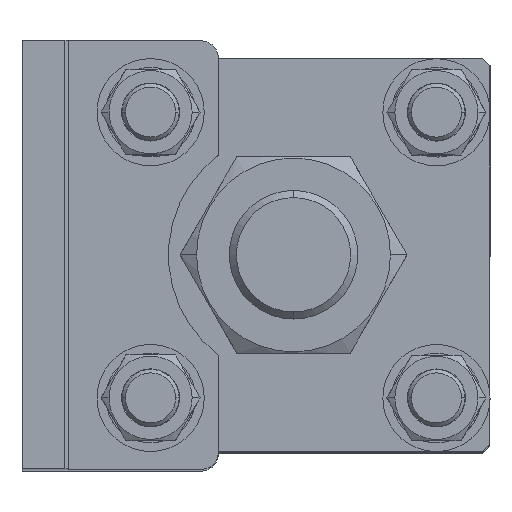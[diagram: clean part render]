
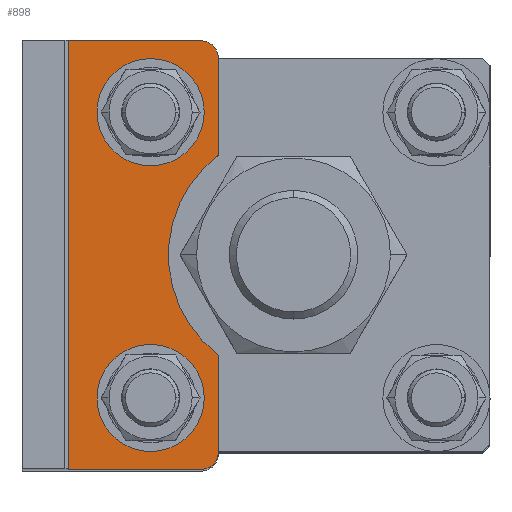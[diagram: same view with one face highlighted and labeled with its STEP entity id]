
A CAD part, top view. The second image highlights one B-rep face of the part: STEP entity #898.
In plain terms, the highlighted face is planar.
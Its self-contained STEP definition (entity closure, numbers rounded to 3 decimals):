
#283 = EDGE_LOOP ( 'NONE', ( #7235, #7237 ) ) ;
#296 = EDGE_LOOP ( 'NONE', ( #7230, #7228, #7229, #7227, #7231, #7239, #7251, #7238 ) ) ;
#297 = EDGE_LOOP ( 'NONE', ( #7245, #7243 ) ) ;
#377 = VERTEX_POINT ( 'NONE', #1232 ) ;
#382 = VERTEX_POINT ( 'NONE', #1227 ) ;
#383 = VERTEX_POINT ( 'NONE', #1226 ) ;
#385 = VERTEX_POINT ( 'NONE', #1224 ) ;
#387 = VERTEX_POINT ( 'NONE', #1222 ) ;
#388 = VERTEX_POINT ( 'NONE', #1221 ) ;
#391 = VERTEX_POINT ( 'NONE', #1218 ) ;
#397 = VERTEX_POINT ( 'NONE', #7791 ) ;
#400 = VERTEX_POINT ( 'NONE', #7788 ) ;
#401 = VERTEX_POINT ( 'NONE', #7787 ) ;
#404 = VERTEX_POINT ( 'NONE', #7784 ) ;
#405 = VERTEX_POINT ( 'NONE', #7783 ) ;
#898 = ADVANCED_FACE ( 'NONE', ( #7720, #7712, #7714 ), #4831, .T. ) ;
#1218 = CARTESIAN_POINT ( 'NONE',  ( -55., 55., -13. ) ) ;
#1221 = CARTESIAN_POINT ( 'NONE',  ( 60., 13., -13. ) ) ;
#1222 = CARTESIAN_POINT ( 'NONE',  ( 28., 55., -13. ) ) ;
#1224 = CARTESIAN_POINT ( 'NONE',  ( -60., 50., -13. ) ) ;
#1226 = CARTESIAN_POINT ( 'NONE',  ( 55., 55., -13. ) ) ;
#1227 = CARTESIAN_POINT ( 'NONE',  ( -60., 13., -13. ) ) ;
#1232 = CARTESIAN_POINT ( 'NONE',  ( 60., 50., -13. ) ) ;
#2126 = VECTOR ( 'NONE', #5738, 1000. ) ;
#2132 = LINE ( 'NONE', #5737, #2126 ) ;
#2170 = VECTOR ( 'NONE', #5612, 1000. ) ;
#2173 = LINE ( 'NONE', #5611, #2170 ) ;
#2183 = CIRCLE ( 'NONE', #3828, 8.5 ) ;
#2197 = VECTOR ( 'NONE', #5562, 1000. ) ;
#2199 = CIRCLE ( 'NONE', #3824, 8.5 ) ;
#2200 = LINE ( 'NONE', #5570, #2197 ) ;
#2201 = CIRCLE ( 'NONE', #3823, 8.5 ) ;
#2203 = CIRCLE ( 'NONE', #3821, 35. ) ;
#2205 = CIRCLE ( 'NONE', #3822, 8.5 ) ;
#3821 = AXIS2_PLACEMENT_3D ( 'NONE', #5564, #5565, #5566 ) ;
#3822 = AXIS2_PLACEMENT_3D ( 'NONE', #5567, #5568, #5569 ) ;
#3823 = AXIS2_PLACEMENT_3D ( 'NONE', #5571, #5572, #5573 ) ;
#3824 = AXIS2_PLACEMENT_3D ( 'NONE', #5578, #5579, #5580 ) ;
#3828 = AXIS2_PLACEMENT_3D ( 'NONE', #5608, #5609, #5610 ) ;
#3853 = AXIS2_PLACEMENT_3D ( 'NONE', #5810, #5811, #5812 ) ;
#3858 = AXIS2_PLACEMENT_3D ( 'NONE', #5849, #5850, #5851 ) ;
#4829 = DIRECTION ( 'NONE',  ( 0., 1., 0. ) ) ;
#4831 = PLANE ( 'NONE',  #8304 ) ;
#4832 = CARTESIAN_POINT ( 'NONE',  ( 60., 55., -13. ) ) ;
#4839 = DIRECTION ( 'NONE',  ( 0., 0., -1. ) ) ;
#5562 = DIRECTION ( 'NONE',  ( -1., 0., 0. ) ) ;
#5564 = CARTESIAN_POINT ( 'NONE',  ( 0., 76., -13. ) ) ;
#5565 = DIRECTION ( 'NONE',  ( 0., 0., -1. ) ) ;
#5566 = DIRECTION ( 'NONE',  ( 0., 1., 0. ) ) ;
#5567 = CARTESIAN_POINT ( 'NONE',  ( -40., 36., -13. ) ) ;
#5568 = DIRECTION ( 'NONE',  ( 0., 0., -1. ) ) ;
#5569 = DIRECTION ( 'NONE',  ( 0., 1., 0. ) ) ;
#5570 = CARTESIAN_POINT ( 'NONE',  ( 60., 13., -13. ) ) ;
#5571 = CARTESIAN_POINT ( 'NONE',  ( 40., 36., -13. ) ) ;
#5572 = DIRECTION ( 'NONE',  ( 0., 0., -1. ) ) ;
#5573 = DIRECTION ( 'NONE',  ( 0., 1., 0. ) ) ;
#5578 = CARTESIAN_POINT ( 'NONE',  ( -40., 36., -13. ) ) ;
#5579 = DIRECTION ( 'NONE',  ( 0., 0., -1. ) ) ;
#5580 = DIRECTION ( 'NONE',  ( 0., 1., 0. ) ) ;
#5608 = CARTESIAN_POINT ( 'NONE',  ( 40., 36., -13. ) ) ;
#5609 = DIRECTION ( 'NONE',  ( 0., 0., -1. ) ) ;
#5610 = DIRECTION ( 'NONE',  ( 0., 1., 0. ) ) ;
#5611 = CARTESIAN_POINT ( 'NONE',  ( 60., 55., -13. ) ) ;
#5612 = DIRECTION ( 'NONE',  ( 0., -1., 0. ) ) ;
#5737 = CARTESIAN_POINT ( 'NONE',  ( 60., 55., -13. ) ) ;
#5738 = DIRECTION ( 'NONE',  ( -1., 0., 0. ) ) ;
#5804 = DIRECTION ( 'NONE',  ( 0., -1., 0. ) ) ;
#5808 = CARTESIAN_POINT ( 'NONE',  ( -60., 55., -13. ) ) ;
#5810 = CARTESIAN_POINT ( 'NONE',  ( -55., 50., -13. ) ) ;
#5811 = DIRECTION ( 'NONE',  ( 0., 0., -1. ) ) ;
#5812 = DIRECTION ( 'NONE',  ( 0., 1., 0. ) ) ;
#5837 = CARTESIAN_POINT ( 'NONE',  ( 60., 55., -13. ) ) ;
#5844 = DIRECTION ( 'NONE',  ( -1., 0., 0. ) ) ;
#5849 = CARTESIAN_POINT ( 'NONE',  ( 55., 50., -13. ) ) ;
#5850 = DIRECTION ( 'NONE',  ( 0., 0., -1. ) ) ;
#5851 = DIRECTION ( 'NONE',  ( 0., 1., 0. ) ) ;
#7095 = VECTOR ( 'NONE', #5844, 1000. ) ;
#7097 = LINE ( 'NONE', #5837, #7095 ) ;
#7102 = CIRCLE ( 'NONE', #3858, 5. ) ;
#7107 = VECTOR ( 'NONE', #5804, 1000. ) ;
#7109 = CIRCLE ( 'NONE', #3853, 5. ) ;
#7110 = LINE ( 'NONE', #5808, #7107 ) ;
#7227 = ORIENTED_EDGE ( 'NONE', *, *, #8987, .T. ) ;
#7228 = ORIENTED_EDGE ( 'NONE', *, *, #9054, .F. ) ;
#7229 = ORIENTED_EDGE ( 'NONE', *, *, #9053, .T. ) ;
#7230 = ORIENTED_EDGE ( 'NONE', *, *, #8968, .F. ) ;
#7231 = ORIENTED_EDGE ( 'NONE', *, *, #8971, .T. ) ;
#7235 = ORIENTED_EDGE ( 'NONE', *, *, #8972, .F. ) ;
#7237 = ORIENTED_EDGE ( 'NONE', *, *, #8969, .F. ) ;
#7238 = ORIENTED_EDGE ( 'NONE', *, *, #9017, .F. ) ;
#7239 = ORIENTED_EDGE ( 'NONE', *, *, #9044, .F. ) ;
#7243 = ORIENTED_EDGE ( 'NONE', *, *, #8970, .F. ) ;
#7245 = ORIENTED_EDGE ( 'NONE', *, *, #8985, .F. ) ;
#7251 = ORIENTED_EDGE ( 'NONE', *, *, #9043, .T. ) ;
#7712 = FACE_BOUND ( 'NONE', #283, .T. ) ;
#7714 = FACE_OUTER_BOUND ( 'NONE', #296, .T. ) ;
#7720 = FACE_BOUND ( 'NONE', #297, .T. ) ;
#7783 = CARTESIAN_POINT ( 'NONE',  ( 48.5, 36., -13. ) ) ;
#7784 = CARTESIAN_POINT ( 'NONE',  ( 31.5, 36., -13. ) ) ;
#7787 = CARTESIAN_POINT ( 'NONE',  ( -31.5, 36., -13. ) ) ;
#7788 = CARTESIAN_POINT ( 'NONE',  ( -48.5, 36., -13. ) ) ;
#7791 = CARTESIAN_POINT ( 'NONE',  ( -28., 55., -13. ) ) ;
#8304 = AXIS2_PLACEMENT_3D ( 'NONE', #4832, #4839, #4829 ) ;
#8968 = EDGE_CURVE ( 'NONE', #387, #397, #2203, .T. ) ;
#8969 = EDGE_CURVE ( 'NONE', #400, #401, #2205, .T. ) ;
#8970 = EDGE_CURVE ( 'NONE', #404, #405, #2201, .T. ) ;
#8971 = EDGE_CURVE ( 'NONE', #388, #382, #2200, .T. ) ;
#8972 = EDGE_CURVE ( 'NONE', #401, #400, #2199, .T. ) ;
#8985 = EDGE_CURVE ( 'NONE', #405, #404, #2183, .T. ) ;
#8987 = EDGE_CURVE ( 'NONE', #377, #388, #2173, .T. ) ;
#9017 = EDGE_CURVE ( 'NONE', #397, #391, #2132, .T. ) ;
#9043 = EDGE_CURVE ( 'NONE', #385, #391, #7109, .T. ) ;
#9044 = EDGE_CURVE ( 'NONE', #385, #382, #7110, .T. ) ;
#9053 = EDGE_CURVE ( 'NONE', #383, #377, #7102, .T. ) ;
#9054 = EDGE_CURVE ( 'NONE', #383, #387, #7097, .T. ) ;
